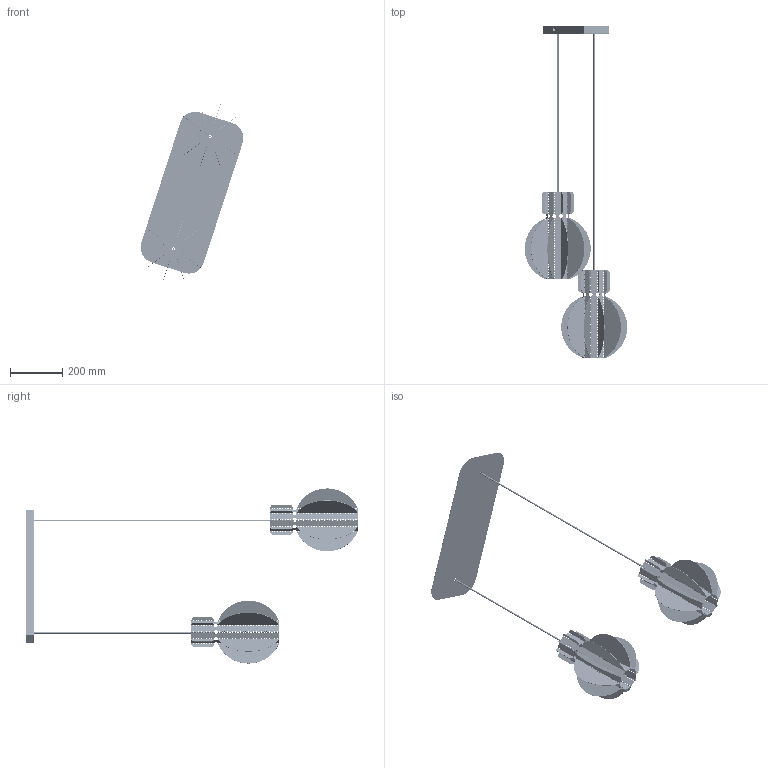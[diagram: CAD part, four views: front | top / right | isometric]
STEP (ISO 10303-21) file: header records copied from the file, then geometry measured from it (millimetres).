
FILE_DESCRIPTION (( 'STEP AP203' ), '1' );
FILE_NAME ('1011.STEP', '2023-06-15T06:27:00', ( '' ), ( '' ), 'SwSTEP 2.0', 'SolidWorks 2022', '' );
FILE_SCHEMA (( 'CONFIG_CONTROL_DESIGN' ));
Length unit declared in the file: millimetre
Products named in the file (8): 700 kabel.IGS; 08101110-ASM.IGS; 08101221.IGS; 1011; 08101111ohyb.IGS; 900 kabel.IGS; 08101112.IGS; 08101222.IGS
Assembly tree (27 placements, depth 3):
  1011
    08101110-ASM.IGS
      08101111ohyb.IGS  x20
      08101112.IGS  x2
      08101221.IGS
      08101222.IGS
      900 kabel.IGS
      700 kabel.IGS
Bounding box: 391.89 x 1265.14 x 667.92 mm (x, y, z)
Volume: 544591.5 mm3; surface area: 2041378.5 mm2
Topology: 26 solids, 26 shells, 9852 faces, 26224 edges, 13944 vertices
Faces by surface type: bspline 9324, plane 528
Entity records: 25557 total; most frequent: CARTESIAN_POINT 11510, ORIENTED_EDGE 3272, DIRECTION 1846, EDGE_CURVE 1636, VERTEX_POINT 900, EDGE_LOOP 634, AXIS2_PLACEMENT_3D 624, FACE_OUTER_BOUND 624
